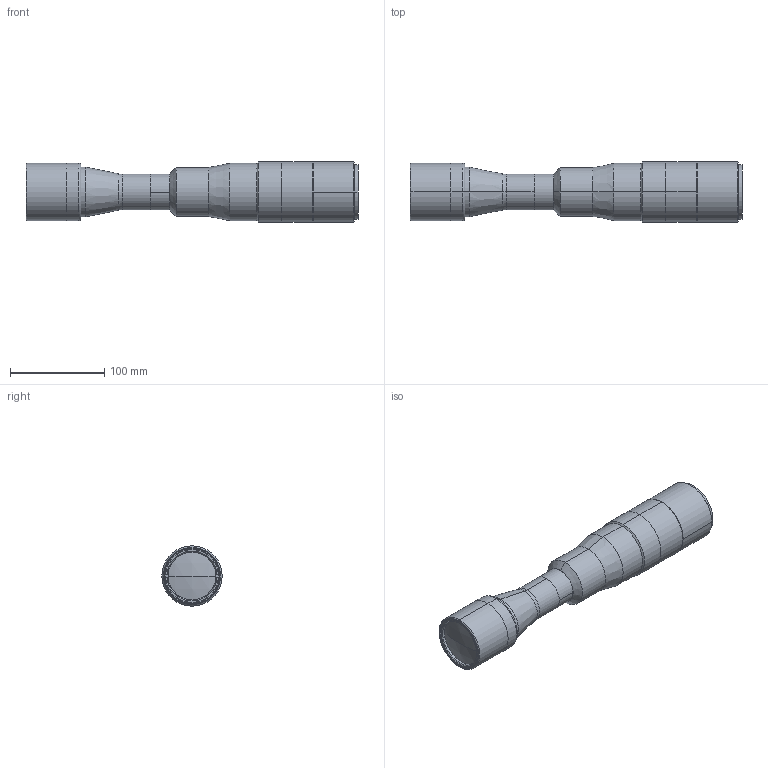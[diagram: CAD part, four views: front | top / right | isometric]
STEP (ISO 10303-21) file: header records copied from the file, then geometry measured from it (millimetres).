
FILE_DESCRIPTION (( 'STEP AP203' ), '1' );
FILE_NAME ('TC16M036-Q.STEP', '2014-06-27T14:03:24', ( 'user' ), ( '' ), 'SwSTEP 2.0', 'SolidWorks 2013', '' );
FILE_SCHEMA (( 'CONFIG_CONTROL_DESIGN' ));
Length unit declared in the file: millimetre
Products named in the file (1): TC16M036-Q
Bounding box: 353 x 64 x 64 mm (x, y, z)
Surface area: 80801.2 mm2 (no closed solid volume)
Topology: 0 solids, 9 shells, 70 faces, 174 edges, 118 vertices
Faces by surface type: cylinder 28, plane 21, cone 13, torus 6, sphere 2
Entity records: 2216 total; most frequent: DIRECTION 431, CARTESIAN_POINT 375, ORIENTED_EDGE 296, AXIS2_PLACEMENT_3D 190, EDGE_CURVE 174, CIRCLE 119, VERTEX_POINT 118, EDGE_LOOP 89
